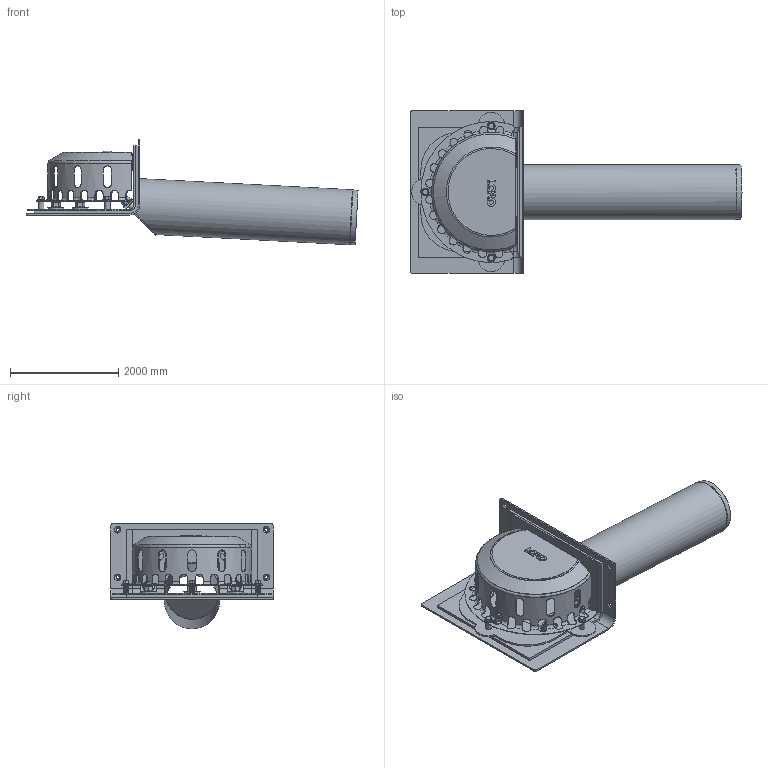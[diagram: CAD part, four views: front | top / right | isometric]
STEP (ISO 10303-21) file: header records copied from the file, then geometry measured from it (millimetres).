
FILE_DESCRIPTION(/* description */ (''),/* implementation_level */ '2;1');
FILE_NAME(/* name */ '01333.100X_3D.stp',/* time_stamp */ '2024-12-11T13:24:18+01:00',/* author */ ('CAD'),/* organization */ (''),/* preprocessor_version */ 'ST-DEVELOPER v20',/* originating_system */ 'AutoCAD Mechanical',/* authorisation */ '');
FILE_SCHEMA (('AUTOMOTIVE_DESIGN { 1 0 10303 214 3 1 1 }'));
Length unit declared in the file: centimetre
Products named in the file (2): Product; *S0
Assembly tree (1 placements, depth 2):
  Product
    *S0
Bounding box: 6125.3 x 3000 x 1946.55 mm (x, y, z)
Volume: 962730225.5 mm3; surface area: 82967988.2 mm2
Topology: 33 solids, 33 shells, 626 faces, 1664 edges, 1067 vertices
Faces by surface type: plane 242, cone 167, cylinder 155, torus 54, bspline 5, sphere 3
Full cylindrical faces by diameter (mm): 60 x3, 80 x3, 83.76 x7, 100 x10, 105 x5, 110 x2, 140 x5, 300 x5, 992 x1, 1016 x1
Entity records: 24167 total; most frequent: CARTESIAN_POINT 8717, ORIENTED_EDGE 3322, DIRECTION 3040, EDGE_CURVE 1661, AXIS2_PLACEMENT_3D 1183, VERTEX_POINT 1063, EDGE_LOOP 714, LINE 674
